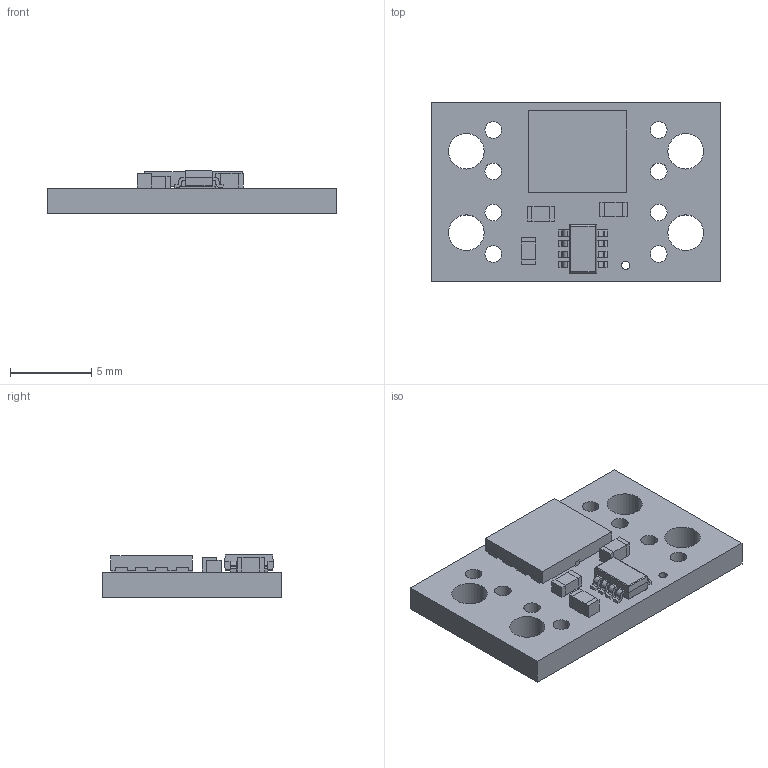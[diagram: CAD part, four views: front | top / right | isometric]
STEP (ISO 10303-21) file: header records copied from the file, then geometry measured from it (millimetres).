
FILE_DESCRIPTION (( 'STEP AP214' ), '1' );
FILE_NAME ('pololu-reverse-voltage-protectors.step', '2025-01-31T20:47:58', ( '' ), ( '' ), 'SwSTEP 2.0', 'SolidWorks 2025', '' );
FILE_SCHEMA (( 'AUTOMOTIVE_DESIGN' ));
Length unit declared in the file: millimetre
Products named in the file (1): pololu-reverse-voltage-protectors
Bounding box: 17.78 x 11.05 x 2.67 mm (x, y, z)
Volume: 313.6 mm3; surface area: 608.5 mm2
Topology: 1 solids, 1 shells, 623 faces, 1734 edges, 1148 vertices
Faces by surface type: plane 395, bspline 162, cylinder 66
Entity records: 32646 total; most frequent: CARTESIAN_POINT 10762, ORIENTED_EDGE 3468, DIRECTION 2424, EDGE_CURVE 1734, VECTOR 1268, LINE 1268, VERTEX_POINT 1148, EDGE_LOOP 706
